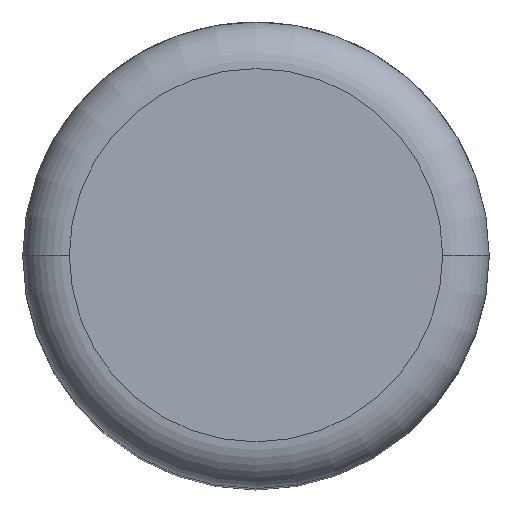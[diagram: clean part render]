
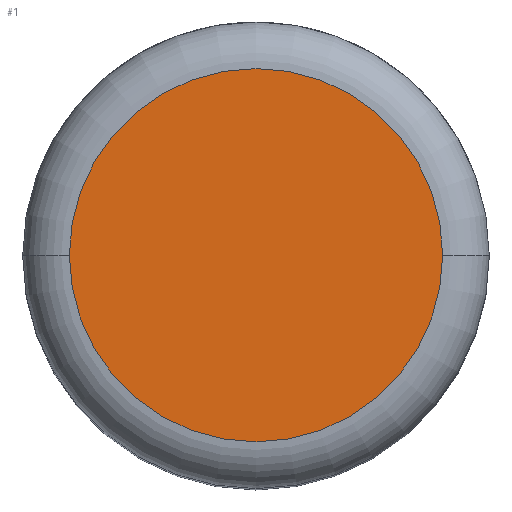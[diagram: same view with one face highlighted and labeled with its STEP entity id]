
A CAD part, top view. The second image highlights one B-rep face of the part: STEP entity #1.
In plain terms, the highlighted planar face has unit normal (0, 0, 1).
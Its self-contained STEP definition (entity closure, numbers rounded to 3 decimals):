
#1 = ADVANCED_FACE ( 'NONE', ( #3028 ), #11433, .T. ) ;
#175 = ORIENTED_EDGE ( 'NONE', *, *, #11368, .T. ) ;
#176 = ORIENTED_EDGE ( 'NONE', *, *, #1062, .T. ) ;
#1062 = EDGE_CURVE ( 'NONE', #2647, #2676, #3556, .T. ) ;
#1322 = EDGE_LOOP ( 'NONE', ( #175, #176 ) ) ;
#2282 = AXIS2_PLACEMENT_3D ( 'NONE', #11432, #11394, #11395 ) ;
#2647 = VERTEX_POINT ( 'NONE', #9630 ) ;
#2676 = VERTEX_POINT ( 'NONE', #9659 ) ;
#3028 = FACE_OUTER_BOUND ( 'NONE', #1322, .T. ) ;
#3556 = CIRCLE ( 'NONE', #5647, 8. ) ;
#5647 = AXIS2_PLACEMENT_3D ( 'NONE', #7533, #7534, #7535 ) ;
#7533 = CARTESIAN_POINT ( 'NONE',  ( 0., 0., 42.248 ) ) ;
#7534 = DIRECTION ( 'NONE',  ( 0., 0., 1. ) ) ;
#7535 = DIRECTION ( 'NONE',  ( 1., 0., 0. ) ) ;
#8444 = AXIS2_PLACEMENT_3D ( 'NONE', #11023, #11024, #11025 ) ;
#8551 = CIRCLE ( 'NONE', #8444, 8. ) ;
#9630 = CARTESIAN_POINT ( 'NONE',  ( -8., 0., 42.248 ) ) ;
#9659 = CARTESIAN_POINT ( 'NONE',  ( 8., 0., 42.248 ) ) ;
#11023 = CARTESIAN_POINT ( 'NONE',  ( 0., 0., 42.248 ) ) ;
#11024 = DIRECTION ( 'NONE',  ( 0., 0., 1. ) ) ;
#11025 = DIRECTION ( 'NONE',  ( 1., 0., 0. ) ) ;
#11368 = EDGE_CURVE ( 'NONE', #2676, #2647, #8551, .T. ) ;
#11394 = DIRECTION ( 'NONE',  ( 0., 0., 1. ) ) ;
#11395 = DIRECTION ( 'NONE',  ( 1., 0., 0. ) ) ;
#11432 = CARTESIAN_POINT ( 'NONE',  ( 0., 0., 42.248 ) ) ;
#11433 = PLANE ( 'NONE',  #2282 ) ;
